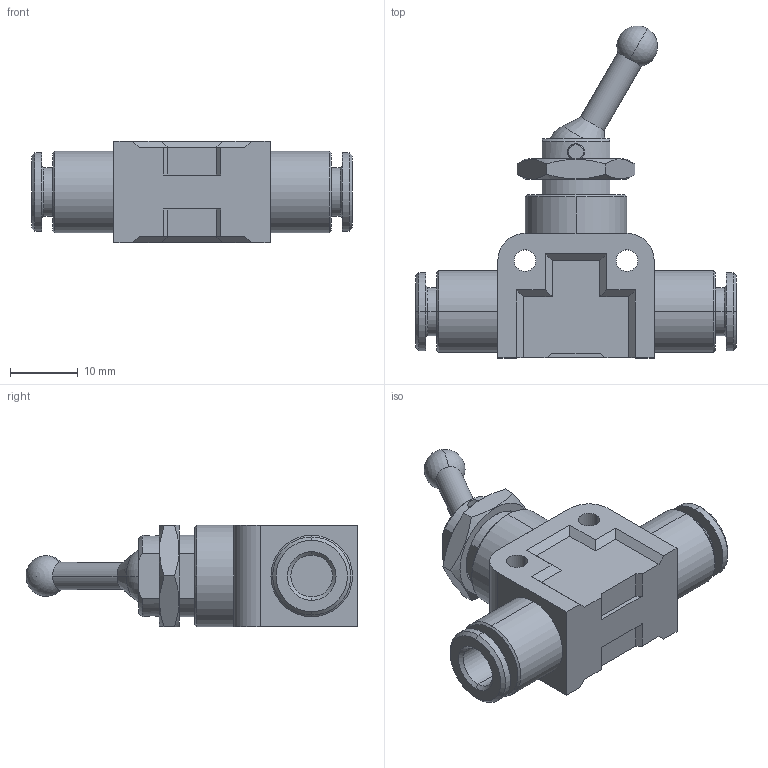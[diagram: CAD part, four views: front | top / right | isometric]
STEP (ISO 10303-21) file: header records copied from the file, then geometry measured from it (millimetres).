
FILE_DESCRIPTION (( 'STEP AP203' ), '1' );
FILE_NAME ('04383030-2.STEP', '2011-05-10T12:32:37', ( '' ), ( 'sopra-pneumatic' ), 'SwSTEP 2.0', 'SolidWorks 2009', '' );
FILE_SCHEMA (( 'CONFIG_CONTROL_DESIGN' ));
Length unit declared in the file: millimetre
Products named in the file (1): 04383030-2
Bounding box: 47.2 x 48.81 x 15 mm (x, y, z)
Volume: 9434.1 mm3; surface area: 5134.9 mm2
Topology: 1 solids, 5 shells, 147 faces, 363 edges, 233 vertices
Faces by surface type: plane 58, cylinder 51, cone 34, sphere 2, torus 2
Entity records: 4798 total; most frequent: CARTESIAN_POINT 1268, ORIENTED_EDGE 716, DIRECTION 713, EDGE_CURVE 358, AXIS2_PLACEMENT_3D 267, VERTEX_POINT 230, LINE 179, VECTOR 179
